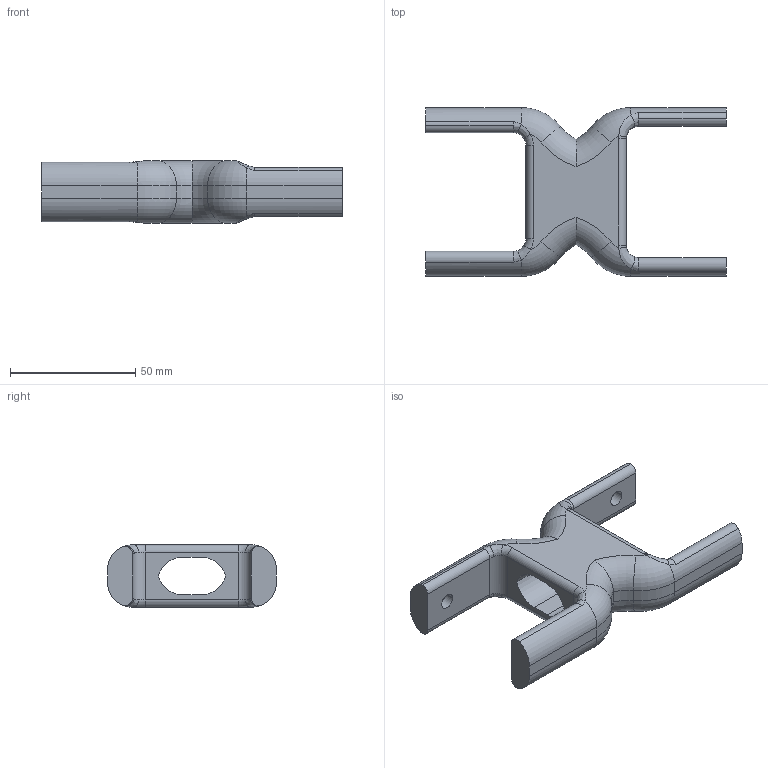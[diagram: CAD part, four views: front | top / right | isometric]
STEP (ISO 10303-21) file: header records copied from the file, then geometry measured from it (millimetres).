
FILE_DESCRIPTION (( 'STEP AP214' ), '1' );
FILE_NAME ('fibula.STEP', '2022-03-16T17:15:18', ( '' ), ( '' ), 'SwSTEP 2.0', 'SolidWorks 2020', '' );
FILE_SCHEMA (( 'AUTOMOTIVE_DESIGN' ));
Length unit declared in the file: millimetre
Products named in the file (1): fibula
Bounding box: 120 x 67.37 x 25 mm (x, y, z)
Volume: 66085.5 mm3; surface area: 19667.4 mm2
Topology: 1 solids, 1 shells, 110 faces, 260 edges, 156 vertices
Faces by surface type: cylinder 48, torus 24, plane 22, bspline 16
Entity records: 3918 total; most frequent: CARTESIAN_POINT 1371, DIRECTION 558, ORIENTED_EDGE 520, EDGE_CURVE 260, AXIS2_PLACEMENT_3D 239, VERTEX_POINT 156, CIRCLE 144, EDGE_LOOP 116
